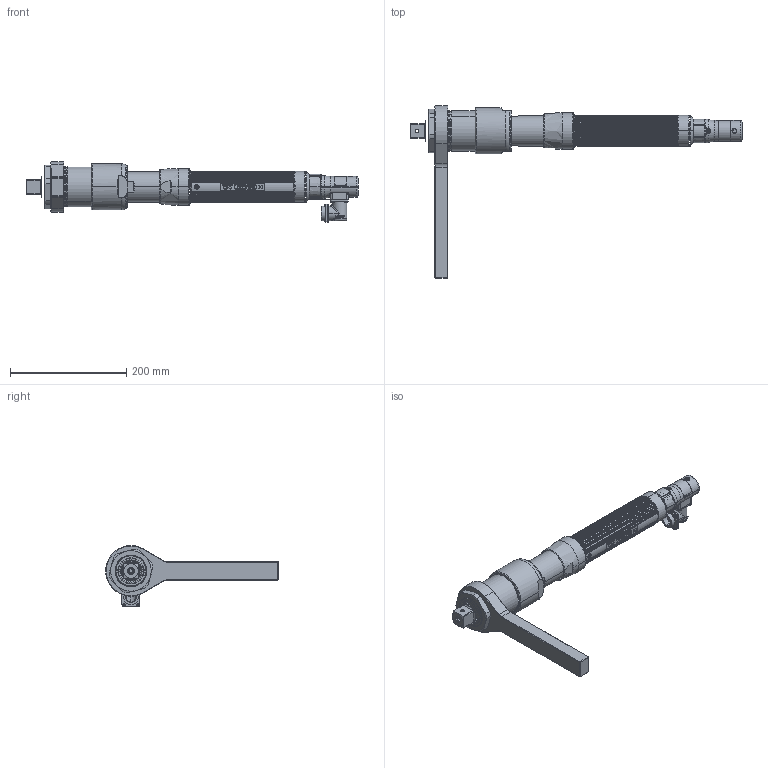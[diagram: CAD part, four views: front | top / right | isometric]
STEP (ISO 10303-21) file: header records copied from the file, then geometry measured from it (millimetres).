
FILE_DESCRIPTION((''),'2;1');
FILE_NAME('EB55MB4-620R','2013-06-12T',('MAM0508'),(''),'PRO/ENGINEER BY PARAMETRIC TECHNOLOGY CORPORATION, 2010430','PRO/ENGINEER BY PARAMETRIC TECHNOLOGY CORPORATION, 2010430','');
FILE_SCHEMA(('CONFIG_CONTROL_DESIGN'));
Length unit declared in the file: inch
Products named in the file (1): EB55MB4-620R
Bounding box: 572.07 x 297.64 x 104.85 mm (x, y, z)
Surface area: 222839.3 mm2 (no closed solid volume)
Topology: 0 solids, 125 shells, 504 faces, 3479 edges, 2981 vertices
Faces by surface type: cylinder 226, plane 153, cone 53, bspline 37, torus 33, extrusion 2
Entity records: 41011 total; most frequent: CARTESIAN_POINT 16926, DIRECTION 4524, ORIENTED_EDGE 4232, EDGE_CURVE 3479, VERTEX_POINT 2981, VECTOR 1606, LINE 1604, AXIS2_PLACEMENT_3D 1459
